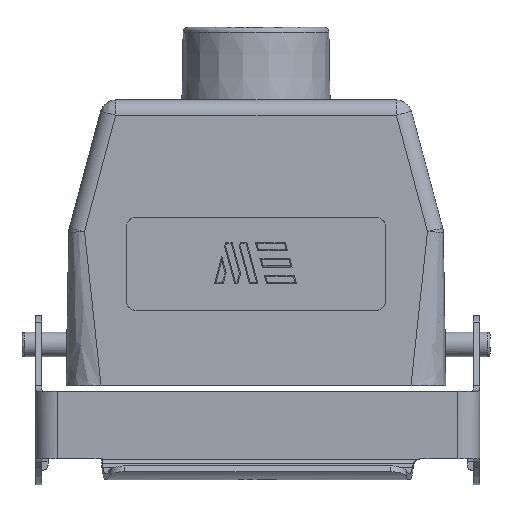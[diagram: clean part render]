
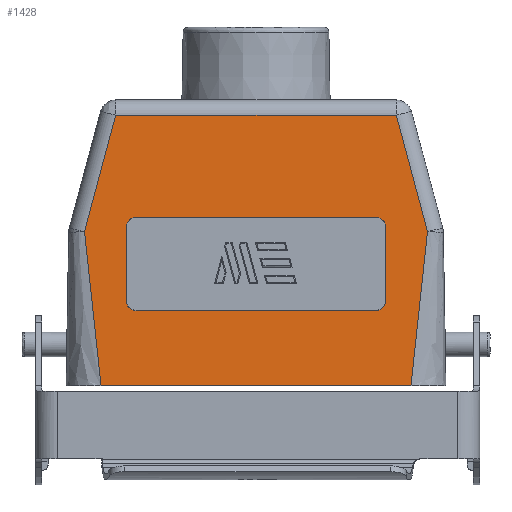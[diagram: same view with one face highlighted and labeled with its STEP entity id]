
A CAD part, front view. The second image highlights one B-rep face of the part: STEP entity #1428.
In plain terms, the highlighted planar face has unit normal (0, -1, 0.018).
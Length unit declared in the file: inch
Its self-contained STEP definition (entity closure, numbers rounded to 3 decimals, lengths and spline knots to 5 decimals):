
#87 = LINE ( 'NONE', #6704, #3095 ) ;
#389 = LINE ( 'NONE', #11640, #9769 ) ;
#418 = VERTEX_POINT ( 'NONE', #13780 ) ;
#467 = EDGE_CURVE ( 'NONE', #10125, #7212, #10321, .T. ) ;
#567 = VERTEX_POINT ( 'NONE', #3833 ) ;
#624 = EDGE_CURVE ( 'NONE', #10125, #14339, #14355, .T. ) ;
#784 = ORIENTED_EDGE ( 'NONE', *, *, #5843, .T. ) ;
#785 = VECTOR ( 'NONE', #1922, 39.37008 ) ;
#1011 =( BOUNDED_CURVE ( )  B_SPLINE_CURVE ( 3, ( #10696, #9599, #3988, #6924 ),
 .UNSPECIFIED., .F., .T. ) 
 B_SPLINE_CURVE_WITH_KNOTS ( ( 4, 4 ),
 ( 5.1761, 6.74659 ),
 .UNSPECIFIED. ) 
 CURVE ( )  GEOMETRIC_REPRESENTATION_ITEM ( )  RATIONAL_B_SPLINE_CURVE ( ( 1., 0.805, 0.805, 1. ) ) 
 REPRESENTATION_ITEM ( '' )  );
#1191 = CARTESIAN_POINT ( 'NONE',  ( 1.83057, -0.83786, 0.49228 ) ) ;
#1244 = EDGE_LOOP ( 'NONE', ( #10713, #7100, #10040, #784, #11849, #4287 ) ) ;
#1428 = ADVANCED_FACE ( 'NONE', ( #4488, #3245 ), #8988, .T. ) ;
#1539 = EDGE_CURVE ( 'NONE', #5775, #418, #3317, .T. ) ;
#1735 = CARTESIAN_POINT ( 'NONE',  ( 1.83036, -0.8255, 1.20042 ) ) ;
#1795 = VERTEX_POINT ( 'NONE', #9666 ) ;
#1922 = DIRECTION ( 'NONE',  ( -1., 0., 0. ) ) ;
#2120 = CARTESIAN_POINT ( 'NONE',  ( -0.05888, -0.83649, 0.57103 ) ) ;
#2160 = LINE ( 'NONE', #10050, #3615 ) ;
#2163 = EDGE_CURVE ( 'NONE', #418, #1795, #10043, .T. ) ;
#2204 = DIRECTION ( 'NONE',  ( -1., 0., 0. ) ) ;
#2268 = EDGE_CURVE ( 'NONE', #9459, #14339, #2160, .T. ) ;
#2613 = DIRECTION ( 'NONE',  ( 0., -0.017, -1. ) ) ;
#2767 = CARTESIAN_POINT ( 'NONE',  ( -0.02608, -0.8255, 1.20042 ) ) ;
#3095 = VECTOR ( 'NONE', #3320, 39.37008 ) ;
#3228 = VERTEX_POINT ( 'NONE', #4242 ) ;
#3235 = CARTESIAN_POINT ( 'NONE',  ( -0.0589, -0.83729, 0.52489 ) ) ;
#3245 = FACE_BOUND ( 'NONE', #12883, .T. ) ;
#3317 = LINE ( 'NONE', #12290, #10434 ) ;
#3320 = DIRECTION ( 'NONE',  ( 0., 0.017, 1. ) ) ;
#3336 = CARTESIAN_POINT ( 'NONE',  ( 1.98806, -0.81206, 1.97057 ) ) ;
#3511 = CARTESIAN_POINT ( 'NONE',  ( -0.13767, -0.81206, 1.97057 ) ) ;
#3615 = VECTOR ( 'NONE', #14304, 39.37008 ) ;
#3712 = CARTESIAN_POINT ( 'NONE',  ( 1.90911, -0.82688, 1.12172 ) ) ;
#3833 = CARTESIAN_POINT ( 'NONE',  ( 1.83036, -0.8255, 1.20042 ) ) ;
#3866 = CARTESIAN_POINT ( 'NONE',  ( -0.05872, -0.82688, 1.12172 ) ) ;
#3867 = CARTESIAN_POINT ( 'NONE',  ( 2.22387, -0.82742, 1.09051 ) ) ;
#3988 = CARTESIAN_POINT ( 'NONE',  ( 1.87669, -0.83786, 0.49228 ) ) ;
#4036 = EDGE_CURVE ( 'NONE', #7477, #8859, #10205, .T. ) ;
#4242 = CARTESIAN_POINT ( 'NONE',  ( 0.02004, -0.8255, 1.20042 ) ) ;
#4287 = ORIENTED_EDGE ( 'NONE', *, *, #624, .F. ) ;
#4488 = FACE_OUTER_BOUND ( 'NONE', #1244, .T. ) ;
#4540 = LINE ( 'NONE', #13519, #12725 ) ;
#4649 = CARTESIAN_POINT ( 'NONE',  ( 2.09845, -0.84783, -0.07874 ) ) ;
#4686 = CARTESIAN_POINT ( 'NONE',  ( 2.22387, -0.82742, 1.09051 ) ) ;
#4888 = ORIENTED_EDGE ( 'NONE', *, *, #11622, .T. ) ;
#5245 = VECTOR ( 'NONE', #13487, 39.37008 ) ;
#5380 = CARTESIAN_POINT ( 'NONE',  ( -0.24805, -0.84783, -0.07874 ) ) ;
#5775 = VERTEX_POINT ( 'NONE', #1191 ) ;
#5843 = EDGE_CURVE ( 'NONE', #8134, #9459, #389, .T. ) ;
#6150 = VERTEX_POINT ( 'NONE', #12644 ) ;
#6228 = CARTESIAN_POINT ( 'NONE',  ( 1.90911, -0.82688, 1.12172 ) ) ;
#6371 = VECTOR ( 'NONE', #7053, 39.37008 ) ;
#6704 = CARTESIAN_POINT ( 'NONE',  ( -0.05888, -0.83649, 0.57103 ) ) ;
#6768 =( BOUNDED_CURVE ( )  B_SPLINE_CURVE ( 3, ( #1735, #12997, #14094, #6228 ),
 .UNSPECIFIED., .F., .T. ) 
 B_SPLINE_CURVE_WITH_KNOTS ( ( 4, 4 ),
 ( 4.71239, 6.28288 ),
 .UNSPECIFIED. ) 
 CURVE ( )  GEOMETRIC_REPRESENTATION_ITEM ( )  RATIONAL_B_SPLINE_CURVE ( ( 1., 0.805, 0.805, 1. ) ) 
 REPRESENTATION_ITEM ( '' )  );
#6816 = CARTESIAN_POINT ( 'NONE',  ( -0.37348, -0.82742, 1.09051 ) ) ;
#6818 = ORIENTED_EDGE ( 'NONE', *, *, #2163, .T. ) ;
#6924 = CARTESIAN_POINT ( 'NONE',  ( 1.83057, -0.83786, 0.49228 ) ) ;
#6952 = CARTESIAN_POINT ( 'NONE',  ( 1.90928, -0.83649, 0.57103 ) ) ;
#6978 = LINE ( 'NONE', #4686, #6371 ) ;
#7053 = DIRECTION ( 'NONE',  ( -0.259, 0.017, 0.966 ) ) ;
#7100 = ORIENTED_EDGE ( 'NONE', *, *, #11507, .T. ) ;
#7212 = VERTEX_POINT ( 'NONE', #3867 ) ;
#7477 = VERTEX_POINT ( 'NONE', #11518 ) ;
#7513 = CARTESIAN_POINT ( 'NONE',  ( -0.0263, -0.83786, 0.49228 ) ) ;
#7669 = EDGE_CURVE ( 'NONE', #8859, #5775, #1011, .T. ) ;
#7737 = CARTESIAN_POINT ( 'NONE',  ( 0.9252, -0.84646, 0. ) ) ;
#7933 = CARTESIAN_POINT ( 'NONE',  ( 0.9252, -0.81206, 1.97057 ) ) ;
#8134 = VERTEX_POINT ( 'NONE', #3511 ) ;
#8685 = CARTESIAN_POINT ( 'NONE',  ( 0.01982, -0.83786, 0.49228 ) ) ;
#8836 = VECTOR ( 'NONE', #2613, 39.37008 ) ;
#8859 = VERTEX_POINT ( 'NONE', #6952 ) ;
#8988 = PLANE ( 'NONE',  #12536 ) ;
#9459 = VERTEX_POINT ( 'NONE', #6816 ) ;
#9599 = CARTESIAN_POINT ( 'NONE',  ( 1.90929, -0.83729, 0.52489 ) ) ;
#9646 = ORIENTED_EDGE ( 'NONE', *, *, #13680, .T. ) ;
#9666 = CARTESIAN_POINT ( 'NONE',  ( -0.05888, -0.83649, 0.57103 ) ) ;
#9667 = VECTOR ( 'NONE', #14405, 39.37008 ) ;
#9769 = VECTOR ( 'NONE', #12954, 39.37008 ) ;
#10040 = ORIENTED_EDGE ( 'NONE', *, *, #11326, .T. ) ;
#10043 =( BOUNDED_CURVE ( )  B_SPLINE_CURVE ( 3, ( #8685, #7513, #3235, #2120 ),
 .UNSPECIFIED., .F., .F. ) 
 B_SPLINE_CURVE_WITH_KNOTS ( ( 4, 4 ),
 ( 5.81978, 7.39027 ),
 .UNSPECIFIED. ) 
 CURVE ( )  GEOMETRIC_REPRESENTATION_ITEM ( )  RATIONAL_B_SPLINE_CURVE ( ( 1., 0.805, 0.805, 1. ) ) 
 REPRESENTATION_ITEM ( '' )  );
#10050 = CARTESIAN_POINT ( 'NONE',  ( -0.31541, -0.83687, 0.54915 ) ) ;
#10106 = ORIENTED_EDGE ( 'NONE', *, *, #12048, .T. ) ;
#10125 = VERTEX_POINT ( 'NONE', #12559 ) ;
#10205 = LINE ( 'NONE', #3712, #8836 ) ;
#10263 = EDGE_CURVE ( 'NONE', #567, #7477, #6768, .T. ) ;
#10321 = LINE ( 'NONE', #4649, #5245 ) ;
#10434 = VECTOR ( 'NONE', #2204, 39.37008 ) ;
#10643 = ORIENTED_EDGE ( 'NONE', *, *, #1539, .T. ) ;
#10696 = CARTESIAN_POINT ( 'NONE',  ( 1.90928, -0.83649, 0.57103 ) ) ;
#10713 = ORIENTED_EDGE ( 'NONE', *, *, #467, .T. ) ;
#10917 = CARTESIAN_POINT ( 'NONE',  ( -0.0587, -0.82607, 1.16782 ) ) ;
#11022 = LINE ( 'NONE', #7933, #9667 ) ;
#11265 = DIRECTION ( 'NONE',  ( 0., -1., 0.017 ) ) ;
#11275 = ORIENTED_EDGE ( 'NONE', *, *, #7669, .T. ) ;
#11313 = DIRECTION ( 'NONE',  ( 1., 0., 0. ) ) ;
#11326 = EDGE_CURVE ( 'NONE', #11747, #8134, #11022, .T. ) ;
#11336 = DIRECTION ( 'NONE',  ( 0., -0.017, -1. ) ) ;
#11453 =( BOUNDED_CURVE ( )  B_SPLINE_CURVE ( 3, ( #3866, #10917, #2767, #12094 ),
 .UNSPECIFIED., .F., .T. ) 
 B_SPLINE_CURVE_WITH_KNOTS ( ( 4, 4 ),
 ( 0.0003, 1.5708 ),
 .UNSPECIFIED. ) 
 CURVE ( )  GEOMETRIC_REPRESENTATION_ITEM ( )  RATIONAL_B_SPLINE_CURVE ( ( 1., 0.805, 0.805, 1. ) ) 
 REPRESENTATION_ITEM ( '' )  );
#11507 = EDGE_CURVE ( 'NONE', #7212, #11747, #6978, .T. ) ;
#11511 = ORIENTED_EDGE ( 'NONE', *, *, #4036, .T. ) ;
#11518 = CARTESIAN_POINT ( 'NONE',  ( 1.90911, -0.82688, 1.12172 ) ) ;
#11622 = EDGE_CURVE ( 'NONE', #6150, #3228, #11453, .T. ) ;
#11640 = CARTESIAN_POINT ( 'NONE',  ( -0.13767, -0.81206, 1.97057 ) ) ;
#11747 = VERTEX_POINT ( 'NONE', #3336 ) ;
#11849 = ORIENTED_EDGE ( 'NONE', *, *, #2268, .T. ) ;
#12048 = EDGE_CURVE ( 'NONE', #1795, #6150, #87, .T. ) ;
#12094 = CARTESIAN_POINT ( 'NONE',  ( 0.02004, -0.8255, 1.20042 ) ) ;
#12290 = CARTESIAN_POINT ( 'NONE',  ( 0.9252, -0.83786, 0.49228 ) ) ;
#12536 = AXIS2_PLACEMENT_3D ( 'NONE', #7737, #11265, #11336 ) ;
#12559 = CARTESIAN_POINT ( 'NONE',  ( 2.09845, -0.84783, -0.07874 ) ) ;
#12644 = CARTESIAN_POINT ( 'NONE',  ( -0.05872, -0.82688, 1.12172 ) ) ;
#12725 = VECTOR ( 'NONE', #11313, 39.37008 ) ;
#12883 = EDGE_LOOP ( 'NONE', ( #6818, #10106, #4888, #9646, #13261, #11511, #11275, #10643 ) ) ;
#12954 = DIRECTION ( 'NONE',  ( -0.259, -0.017, -0.966 ) ) ;
#12997 = CARTESIAN_POINT ( 'NONE',  ( 1.87648, -0.8255, 1.20042 ) ) ;
#13035 = CARTESIAN_POINT ( 'NONE',  ( -0.51181, -0.84783, -0.07874 ) ) ;
#13261 = ORIENTED_EDGE ( 'NONE', *, *, #10263, .T. ) ;
#13487 = DIRECTION ( 'NONE',  ( 0.107, 0.017, 0.994 ) ) ;
#13519 = CARTESIAN_POINT ( 'NONE',  ( 0.9252, -0.8255, 1.20042 ) ) ;
#13680 = EDGE_CURVE ( 'NONE', #3228, #567, #4540, .T. ) ;
#13780 = CARTESIAN_POINT ( 'NONE',  ( 0.01982, -0.83786, 0.49228 ) ) ;
#14094 = CARTESIAN_POINT ( 'NONE',  ( 1.9091, -0.82607, 1.16782 ) ) ;
#14304 = DIRECTION ( 'NONE',  ( 0.107, -0.017, -0.994 ) ) ;
#14339 = VERTEX_POINT ( 'NONE', #5380 ) ;
#14355 = LINE ( 'NONE', #13035, #785 ) ;
#14405 = DIRECTION ( 'NONE',  ( -1., 0., 0. ) ) ;
